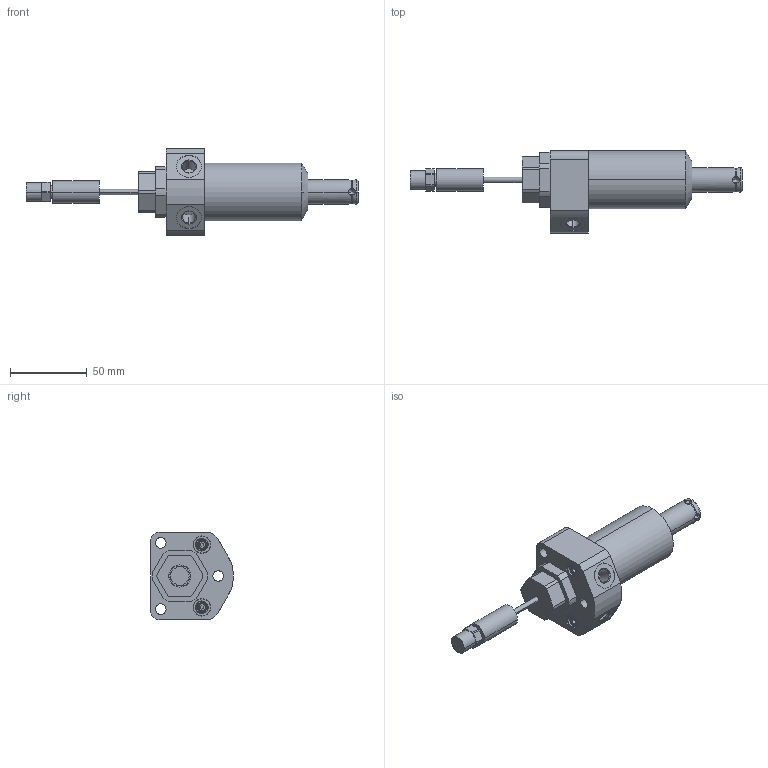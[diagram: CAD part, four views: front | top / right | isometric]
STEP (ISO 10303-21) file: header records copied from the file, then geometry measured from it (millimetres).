
FILE_DESCRIPTION((''),'2;1');
FILE_NAME('ILCM41520526US','2025-05-02T09:03:12',('Asawyer'),(''),'CREO PARAMETRIC BY PTC INC, 2021164','CREO PARAMETRIC BY PTC INC, 2021164','');
FILE_SCHEMA(('AUTOMOTIVE_DESIGN { 1 0 10303 214 1 1 1 1 }'));
Length unit declared in the file: millimetre
Products named in the file (1): ILCM41520526US
Bounding box: 216.98 x 53.81 x 57 mm (x, y, z)
Volume: 165853.4 mm3; surface area: 28046.8 mm2
Topology: 1 solids, 4 shells, 184 faces, 454 edges, 293 vertices
Faces by surface type: cylinder 79, plane 75, cone 20, torus 10
Entity records: 7551 total; most frequent: CARTESIAN_POINT 1189, DIRECTION 1036, ORIENTED_EDGE 876, PRESENTATION_STYLE_ASSIGNMENT 494, STYLED_ITEM 477, CURVE_STYLE 475, EDGE_CURVE 440, AXIS2_PLACEMENT_3D 400
